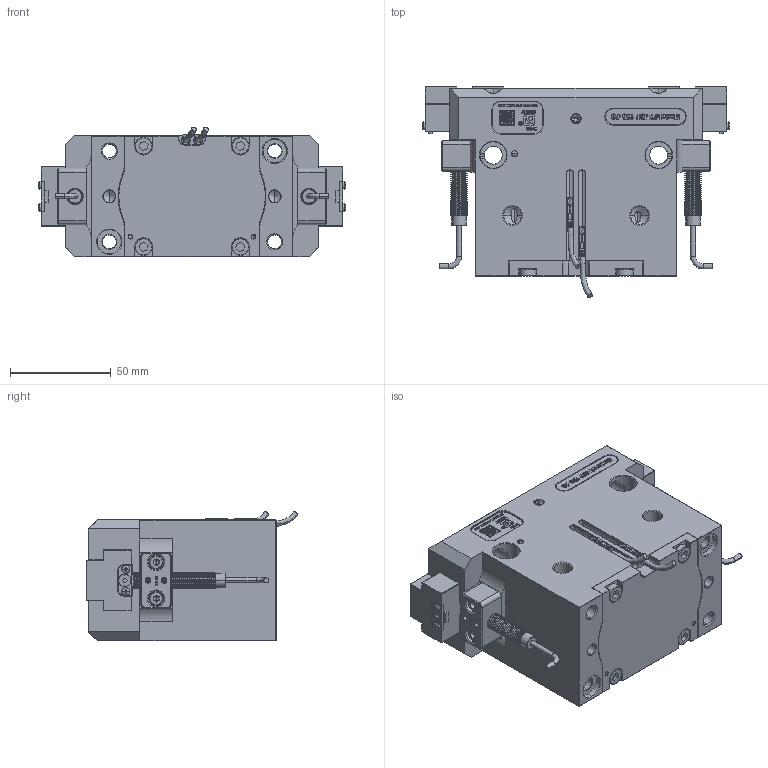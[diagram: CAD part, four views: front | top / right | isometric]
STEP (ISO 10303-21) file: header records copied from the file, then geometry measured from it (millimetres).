
FILE_DESCRIPTION (( 'STEP AP203' ), '1' );
FILE_NAME ('FY-JGP 125-AS軞傖.STEP', '2023-09-28T03:18:23', ( 'User' ), ( 'Microsoft' ), 'SwSTEP 2.0', 'SolidWorks 2015', '' );
FILE_SCHEMA (( 'CONFIG_CONTROL_DESIGN' ));
Length unit declared in the file: millimetre
Products named in the file (22): M5X12情芛蹟隊; M3覜茼覃誹輸6; hex socket set screws with flat point gb_GB_FASTENER_SCREWS_HSFP M5X5-N; FY-JGP 100-1覃誹蹟隊; FY-JGP 125-AS褲极; 3.175; FY-JGP 125-1賑輸郪璃; M8接近开关安装支架-D50两爪; 陔遴LOGO齪; 諉輪羲壽M8; hexagon socket head cap screws gb_GB_FASTENER_SCREWS_HSHCS M4X12-N; 本公司二维码-梵煜2; 棠俶羲壽4.0X15; FY-JGP 125-AS倰瘍齪; 陔遴LOGO齪郪磁; FY-JGP 125-1前盖; FY-JGP 125-1賑輸; FY-JGP 125-AS軞傖; hexagon socket countersunk head screws gb_GB_FASTENER_SCREWS_HSCHS M3X8-N; FY-JGZ 64-1賑輸結啣; FY-JGP 125-1綴裔; cross recessed pan head screws gb_GB_CROSS_SCREWS_TYPE1 M2X6-6  H type-N
Assembly tree (39 placements, depth 3):
  FY-JGP 125-AS軞傖
    FY-JGP 125-AS褲极
    M8接近开关安装支架-D50两爪  x2
    hexagon socket head cap screws gb_GB_FASTENER_SCREWS_HSHCS M4X12-N  x4
    FY-JGP 125-AS倰瘍齪
    FY-JGP 125-1賑輸郪璃  x2
      FY-JGP 125-1賑輸
      FY-JGZ 64-1賑輸結啣
      cross recessed pan head screws gb_GB_CROSS_SCREWS_TYPE1 M2X6-6  H type-N
      M3覜茼覃誹輸6
      FY-JGP 100-1覃誹蹟隊
    諉輪羲壽M8  x2
    棠俶羲壽4.0X15  x2
    FY-JGP 125-1前盖
    hexagon socket countersunk head screws gb_GB_FASTENER_SCREWS_HSCHS M3X8-N  x4
    FY-JGP 125-1綴裔
    M5X12情芛蹟隊  x4
    hex socket set screws with flat point gb_GB_FASTENER_SCREWS_HSFP M5X5-N  x4
    3.175
    陔遴LOGO齪郪磁
      陔遴LOGO齪
      本公司二维码-梵煜2
Bounding box: 152.6 x 104.64 x 64.36 mm (x, y, z)
Volume: 566137.5 mm3; surface area: 117703.7 mm2
Topology: 53 solids, 53 shells, 4006 faces, 10454 edges, 6704 vertices
Faces by surface type: plane 2109, bspline 732, cylinder 679, cone 426, torus 50, sphere 10
Entity records: 120357 total; most frequent: CARTESIAN_POINT 51406, ORIENTED_EDGE 14680, DIRECTION 11865, EDGE_CURVE 7340, LINE 5077, VECTOR 5077, VERTEX_POINT 4763, AXIS2_PLACEMENT_3D 3394
